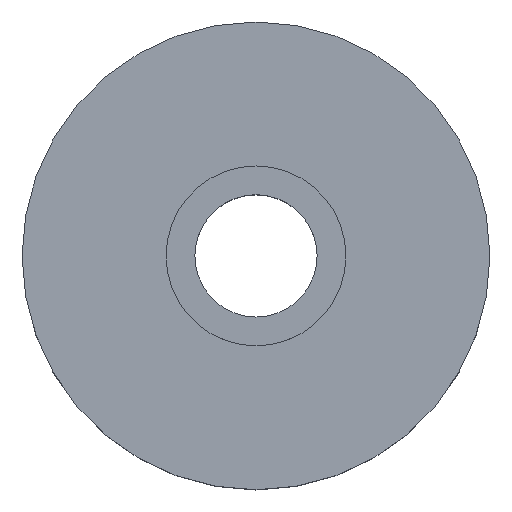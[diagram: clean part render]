
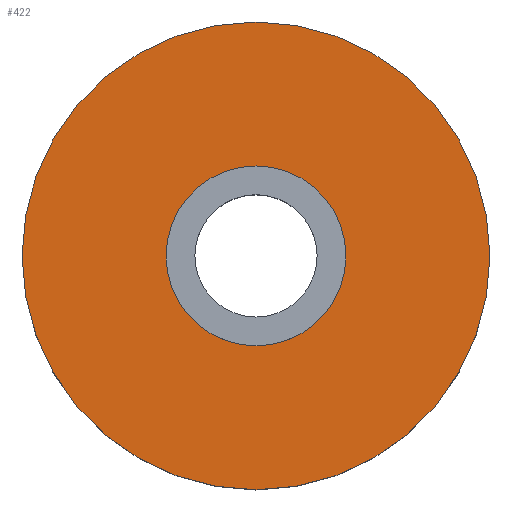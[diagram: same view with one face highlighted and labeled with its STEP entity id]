
A CAD part, top view. The second image highlights one B-rep face of the part: STEP entity #422.
In plain terms, the highlighted planar face has unit normal (0, 0, 1).
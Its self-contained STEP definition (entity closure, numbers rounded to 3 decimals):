
#12 = CARTESIAN_POINT ( 'NONE',  ( 6.5, 0., 3.5 ) ) ;
#42 = CARTESIAN_POINT ( 'NONE',  ( 2.5, 0., 3.5 ) ) ;
#48 = VERTEX_POINT ( 'NONE', #12 ) ;
#62 = CIRCLE ( 'NONE', #309, 6.5 ) ;
#75 = PLANE ( 'NONE',  #100 ) ;
#91 = VERTEX_POINT ( 'NONE', #206 ) ;
#100 = AXIS2_PLACEMENT_3D ( 'NONE', #182, #257, #127 ) ;
#101 = FACE_BOUND ( 'NONE', #227, .T. ) ;
#105 = EDGE_CURVE ( 'NONE', #48, #91, #192, .T. ) ;
#108 = ORIENTED_EDGE ( 'NONE', *, *, #176, .T. ) ;
#112 = DIRECTION ( 'NONE',  ( 0., 0., 1. ) ) ;
#115 = DIRECTION ( 'NONE',  ( 1., 0., 0. ) ) ;
#123 = EDGE_CURVE ( 'NONE', #168, #393, #253, .T. ) ;
#127 = DIRECTION ( 'NONE',  ( 1., 0., 0. ) ) ;
#161 = CARTESIAN_POINT ( 'NONE',  ( 0., 0., 3.5 ) ) ;
#164 = DIRECTION ( 'NONE',  ( 1., 0., 0. ) ) ;
#168 = VERTEX_POINT ( 'NONE', #208 ) ;
#176 = EDGE_CURVE ( 'NONE', #91, #48, #62, .T. ) ;
#182 = CARTESIAN_POINT ( 'NONE',  ( 0., 0., 3.5 ) ) ;
#192 = CIRCLE ( 'NONE', #331, 6.5 ) ;
#206 = CARTESIAN_POINT ( 'NONE',  ( -6.5, 0., 3.5 ) ) ;
#208 = CARTESIAN_POINT ( 'NONE',  ( -2.5, 0., 3.5 ) ) ;
#227 = EDGE_LOOP ( 'NONE', ( #400, #453 ) ) ;
#241 = DIRECTION ( 'NONE',  ( 1., 0., 0. ) ) ;
#245 = AXIS2_PLACEMENT_3D ( 'NONE', #448, #345, #164 ) ;
#253 = CIRCLE ( 'NONE', #354, 2.5 ) ;
#255 = EDGE_LOOP ( 'NONE', ( #108, #296 ) ) ;
#257 = DIRECTION ( 'NONE',  ( 0., 0., 1. ) ) ;
#270 = CARTESIAN_POINT ( 'NONE',  ( 0., 0., 3.5 ) ) ;
#296 = ORIENTED_EDGE ( 'NONE', *, *, #105, .T. ) ;
#309 = AXIS2_PLACEMENT_3D ( 'NONE', #344, #454, #241 ) ;
#321 = EDGE_CURVE ( 'NONE', #393, #168, #329, .T. ) ;
#329 = CIRCLE ( 'NONE', #245, 2.5 ) ;
#331 = AXIS2_PLACEMENT_3D ( 'NONE', #270, #337, #115 ) ;
#337 = DIRECTION ( 'NONE',  ( 0., 0., 1. ) ) ;
#344 = CARTESIAN_POINT ( 'NONE',  ( 0., 0., 3.5 ) ) ;
#345 = DIRECTION ( 'NONE',  ( 0., 0., 1. ) ) ;
#354 = AXIS2_PLACEMENT_3D ( 'NONE', #161, #112, #407 ) ;
#360 = FACE_OUTER_BOUND ( 'NONE', #255, .T. ) ;
#393 = VERTEX_POINT ( 'NONE', #42 ) ;
#400 = ORIENTED_EDGE ( 'NONE', *, *, #123, .F. ) ;
#407 = DIRECTION ( 'NONE',  ( 1., 0., 0. ) ) ;
#422 = ADVANCED_FACE ( 'NONE', ( #360, #101 ), #75, .T. ) ;
#448 = CARTESIAN_POINT ( 'NONE',  ( 0., 0., 3.5 ) ) ;
#453 = ORIENTED_EDGE ( 'NONE', *, *, #321, .F. ) ;
#454 = DIRECTION ( 'NONE',  ( 0., 0., 1. ) ) ;
